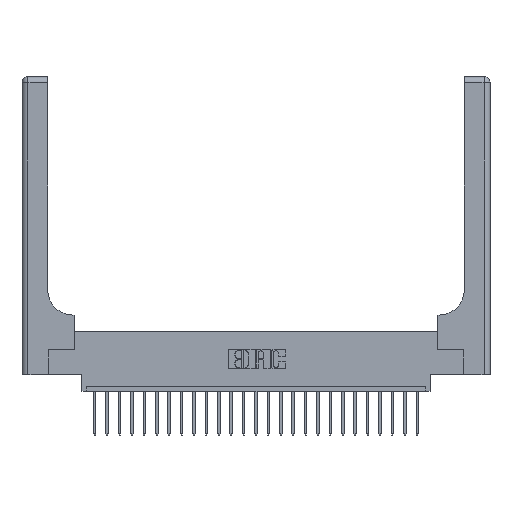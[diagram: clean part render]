
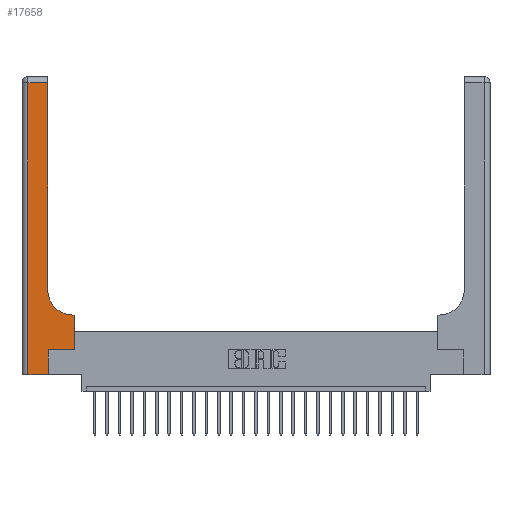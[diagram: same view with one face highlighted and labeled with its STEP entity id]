
A CAD part, top view. The second image highlights one B-rep face of the part: STEP entity #17658.
In plain terms, the highlighted planar face has unit normal (0, 0, 1).
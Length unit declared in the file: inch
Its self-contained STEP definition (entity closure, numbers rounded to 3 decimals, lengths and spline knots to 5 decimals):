
#213 = VERTEX_POINT ( 'NONE', #6817 ) ;
#256 = CARTESIAN_POINT ( 'NONE',  ( 0.26, 2.94, 0.37 ) ) ;
#369 = DIRECTION ( 'NONE',  ( -1., 0., 0. ) ) ;
#830 = ORIENTED_EDGE ( 'NONE', *, *, #12898, .T. ) ;
#1042 = VERTEX_POINT ( 'NONE', #256 ) ;
#1264 = FACE_OUTER_BOUND ( 'NONE', #17985, .T. ) ;
#1363 = CARTESIAN_POINT ( 'NONE',  ( 0.06, 0., 0.37 ) ) ;
#1492 = VERTEX_POINT ( 'NONE', #16585 ) ;
#2044 = LINE ( 'NONE', #16254, #13676 ) ;
#2442 = DIRECTION ( 'NONE',  ( 0., 1., 0. ) ) ;
#2793 = CARTESIAN_POINT ( 'NONE',  ( 0.51, 0.6, 0.37 ) ) ;
#2912 = CARTESIAN_POINT ( 'NONE',  ( 0., 3., 0.37 ) ) ;
#3384 = CARTESIAN_POINT ( 'NONE',  ( 0.06, 3., 0.37 ) ) ;
#3533 = PLANE ( 'NONE',  #19213 ) ;
#4726 = CARTESIAN_POINT ( 'NONE',  ( 0., 0., 0.37 ) ) ;
#5288 = CARTESIAN_POINT ( 'NONE',  ( 0.528, 0.6, 0.37 ) ) ;
#5801 = VERTEX_POINT ( 'NONE', #15809 ) ;
#6265 = VECTOR ( 'NONE', #16719, 39.37008 ) ;
#6353 = EDGE_CURVE ( 'NONE', #11168, #213, #22684, .T. ) ;
#6651 = EDGE_CURVE ( 'NONE', #7699, #9377, #13331, .T. ) ;
#6817 = CARTESIAN_POINT ( 'NONE',  ( 0.26, 0.85, 0.37 ) ) ;
#7334 = EDGE_CURVE ( 'NONE', #9377, #20936, #13569, .T. ) ;
#7640 = ORIENTED_EDGE ( 'NONE', *, *, #17502, .T. ) ;
#7699 = VERTEX_POINT ( 'NONE', #1363 ) ;
#7859 = ORIENTED_EDGE ( 'NONE', *, *, #7334, .T. ) ;
#8378 = DIRECTION ( 'NONE',  ( 1., 0., 0. ) ) ;
#8932 = VECTOR ( 'NONE', #8378, 39.37008 ) ;
#9377 = VERTEX_POINT ( 'NONE', #9428 ) ;
#9428 = CARTESIAN_POINT ( 'NONE',  ( 0.265, 0., 0.37 ) ) ;
#9567 = EDGE_CURVE ( 'NONE', #1042, #5801, #21020, .T. ) ;
#9692 = DIRECTION ( 'NONE',  ( 1., 0., 0. ) ) ;
#9903 = LINE ( 'NONE', #23891, #17845 ) ;
#10255 = CARTESIAN_POINT ( 'NONE',  ( 0.265, 0.25, 0.37 ) ) ;
#10674 = ORIENTED_EDGE ( 'NONE', *, *, #9567, .T. ) ;
#10868 = EDGE_CURVE ( 'NONE', #1492, #20590, #2044, .T. ) ;
#10940 = ORIENTED_EDGE ( 'NONE', *, *, #6353, .T. ) ;
#11168 = VERTEX_POINT ( 'NONE', #2793 ) ;
#11262 = VECTOR ( 'NONE', #14034, 39.37008 ) ;
#11585 = ORIENTED_EDGE ( 'NONE', *, *, #22414, .T. ) ;
#12598 = LINE ( 'NONE', #13571, #14376 ) ;
#12637 = DIRECTION ( 'NONE',  ( 0., 1., 0. ) ) ;
#12898 = EDGE_CURVE ( 'NONE', #20936, #1492, #16251, .T. ) ;
#13136 = AXIS2_PLACEMENT_3D ( 'NONE', #22594, #20877, #9692 ) ;
#13168 = EDGE_CURVE ( 'NONE', #5801, #7699, #19722, .T. ) ;
#13331 = LINE ( 'NONE', #4726, #8932 ) ;
#13569 = LINE ( 'NONE', #14579, #6265 ) ;
#13571 = CARTESIAN_POINT ( 'NONE',  ( 0.26, 3., 0.37 ) ) ;
#13676 = VECTOR ( 'NONE', #12637, 39.37008 ) ;
#14034 = DIRECTION ( 'NONE',  ( 1., 0., 0. ) ) ;
#14216 = DIRECTION ( 'NONE',  ( -1., 0., 0. ) ) ;
#14376 = VECTOR ( 'NONE', #2442, 39.37008 ) ;
#14579 = CARTESIAN_POINT ( 'NONE',  ( 0.265, 0., 0.37 ) ) ;
#14618 = DIRECTION ( 'NONE',  ( 0., -1., 0. ) ) ;
#15809 = CARTESIAN_POINT ( 'NONE',  ( 0.06, 2.94, 0.37 ) ) ;
#15936 = DIRECTION ( 'NONE',  ( 0., 0., -1. ) ) ;
#16251 = LINE ( 'NONE', #10255, #11262 ) ;
#16254 = CARTESIAN_POINT ( 'NONE',  ( 0.528, 0.25, 0.37 ) ) ;
#16572 = DIRECTION ( 'NONE',  ( -1., 0., 0. ) ) ;
#16585 = CARTESIAN_POINT ( 'NONE',  ( 0.528, 0.25, 0.37 ) ) ;
#16719 = DIRECTION ( 'NONE',  ( 0., 1., 0. ) ) ;
#17219 = CARTESIAN_POINT ( 'NONE',  ( 0., 2.94, 0.37 ) ) ;
#17267 = VECTOR ( 'NONE', #369, 39.37008 ) ;
#17502 = EDGE_CURVE ( 'NONE', #213, #1042, #12598, .T. ) ;
#17658 = ADVANCED_FACE ( 'NONE', ( #1264 ), #3533, .F. ) ;
#17845 = VECTOR ( 'NONE', #16572, 39.37008 ) ;
#17985 = EDGE_LOOP ( 'NONE', ( #7640, #10674, #21514, #22166, #7859, #830, #23107, #11585, #10940 ) ) ;
#19213 = AXIS2_PLACEMENT_3D ( 'NONE', #2912, #15936, #14216 ) ;
#19722 = LINE ( 'NONE', #3384, #24107 ) ;
#20590 = VERTEX_POINT ( 'NONE', #5288 ) ;
#20877 = DIRECTION ( 'NONE',  ( 0., 0., -1. ) ) ;
#20936 = VERTEX_POINT ( 'NONE', #21784 ) ;
#21020 = LINE ( 'NONE', #17219, #17267 ) ;
#21514 = ORIENTED_EDGE ( 'NONE', *, *, #13168, .T. ) ;
#21784 = CARTESIAN_POINT ( 'NONE',  ( 0.265, 0.25, 0.37 ) ) ;
#22166 = ORIENTED_EDGE ( 'NONE', *, *, #6651, .T. ) ;
#22414 = EDGE_CURVE ( 'NONE', #20590, #11168, #9903, .T. ) ;
#22594 = CARTESIAN_POINT ( 'NONE',  ( 0.51, 0.85, 0.37 ) ) ;
#22684 = CIRCLE ( 'NONE', #13136, 0.25 ) ;
#23107 = ORIENTED_EDGE ( 'NONE', *, *, #10868, .T. ) ;
#23891 = CARTESIAN_POINT ( 'NONE',  ( 0.26, 0.6, 0.37 ) ) ;
#24107 = VECTOR ( 'NONE', #14618, 39.37008 ) ;
